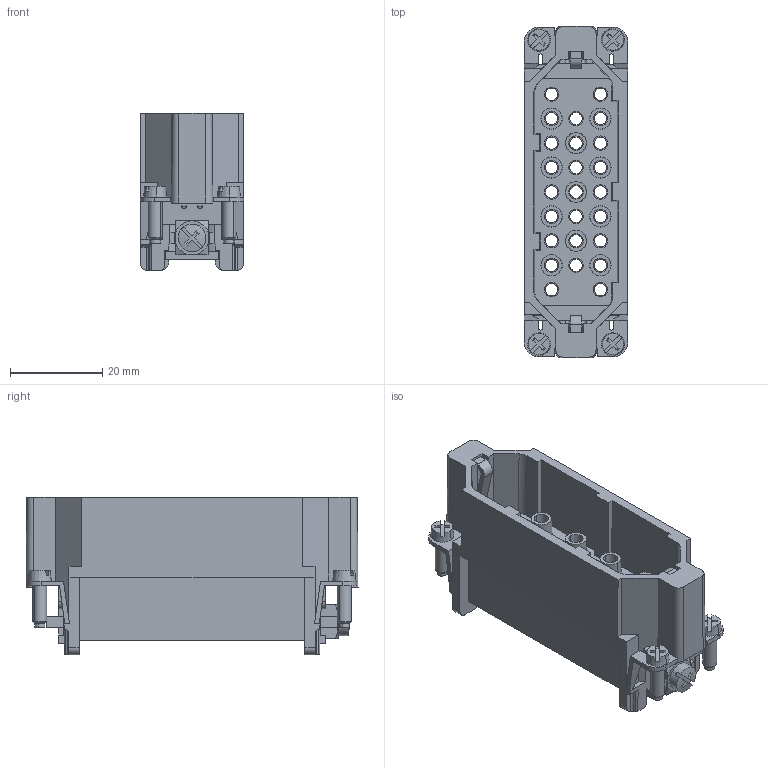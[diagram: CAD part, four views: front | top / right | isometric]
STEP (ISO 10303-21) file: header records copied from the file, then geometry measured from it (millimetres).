
FILE_DESCRIPTION(('Creo Elements/Direct Modeling STEP Export'),'2;1');
FILE_NAME('model.stp','2019-10-08T 0:11:30',(''),(''),'Creo Elements/Direct Modeling STEP processor for AP214 (Solid Model)','Creo Elements/Direct Modeling 20.1A 29-Sep-2018 (C) Parametric Technology GmbH','');
FILE_SCHEMA(('AUTOMOTIVE_DESIGN { 1 0 10303 214 1 1 1 1 }'));
Length unit declared in the file: millimetre
Products named in the file (2): HC_D_25_I_CT_M-select
Assembly tree (1 placements, depth 2):
  HC_D_25_I_CT_M-select
    HC_D_25_I_CT_M-select
Bounding box: 22.5 x 72.02 x 34.2 mm (x, y, z)
Volume: 18154.9 mm3; surface area: 18756.7 mm2
Topology: 1 solids, 1 shells, 905 faces, 2355 edges, 1481 vertices
Faces by surface type: plane 383, cylinder 328, cone 194
Entity records: 33277 total; most frequent: CARTESIAN_POINT 4913, ORIENTED_EDGE 4710, DIRECTION 4024, EDGE_CURVE 2355, VERTEX_POINT 1481, VECTOR 1462, LINE 1462, AXIS2_PLACEMENT_3D 1281
